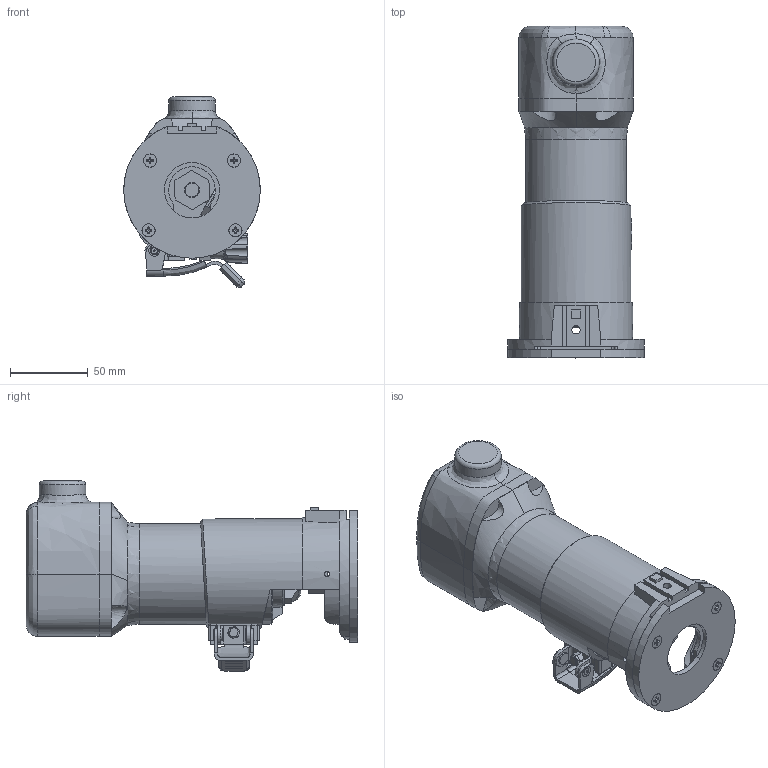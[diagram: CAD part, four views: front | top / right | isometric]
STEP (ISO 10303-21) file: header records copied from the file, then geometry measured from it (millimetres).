
FILE_DESCRIPTION(/* description */ (''),/* implementation_level */ '2;1');
FILE_NAME(/* name */ 'RT0700 im Halter v1.step',/* time_stamp */ '2016-04-24T15:10:08+02:00',/* author */ (''),/* organization */ (''),/* preprocessor_version */ 'ST-DEVELOPER v16.2',/* originating_system */ 'Autodesk Translation Framework v4.3.0.3010',/* authorisation */ '');
FILE_SCHEMA (('AUTOMOTIVE_DESIGN { 1 0 10303 214 3 1 1 }'));
Length unit declared in the file: centimetre
Products named in the file (20): RT0700 im Halter v1; RT0700 Halter v9; Aufnahme; Grundplatte; Reibblech; U-Bügel; Hebel; Drehknopf; Achse; Mutter; Niete; Zahnrad; Senkkopf M4x10 v1; Gummi; RT0700 v10; Component2; Component3; Component6; Component7; Component8
Assembly tree (23 placements, depth 3):
  RT0700 im Halter v1
    RT0700 Halter v9
      Aufnahme
      Grundplatte
      Reibblech
      U-Bügel
      Hebel
      Drehknopf
      Achse
      Mutter
      Niete  x2
      Zahnrad
      Senkkopf M4x10 v1  x4
      Gummi
    RT0700 v10
      Component2
      Component3
      Component6
      Component7
      Component8
Bounding box: 87.99 x 213.9 x 122.55 mm (x, y, z)
Volume: 573668.4 mm3; surface area: 176084.4 mm2
Topology: 22 solids, 23 shells, 822 faces, 2143 edges, 1385 vertices
Faces by surface type: plane 521, cylinder 160, bspline 49, cone 47, torus 44, sphere 1
Full cylindrical faces by diameter (mm): 1 x2, 3.332 x5, 3.537 x4, 4 x8, 4.5 x4, 5 x7, 5.332 x2, 5.908 x1, 6 x5, 7 x3, 8 x2, 8.4 x4, 9 x1, 10 x3, 10.5 x1, 11 x1, 17 x1, 21 x1, 30 x1, 60 x2, 64.9 x1
Entity records: 26616 total; most frequent: CARTESIAN_POINT 9884, ORIENTED_EDGE 3396, DIRECTION 3284, EDGE_CURVE 1706, AXIS2_PLACEMENT_3D 1139, VERTEX_POINT 1133, LINE 1006, VECTOR 1006
